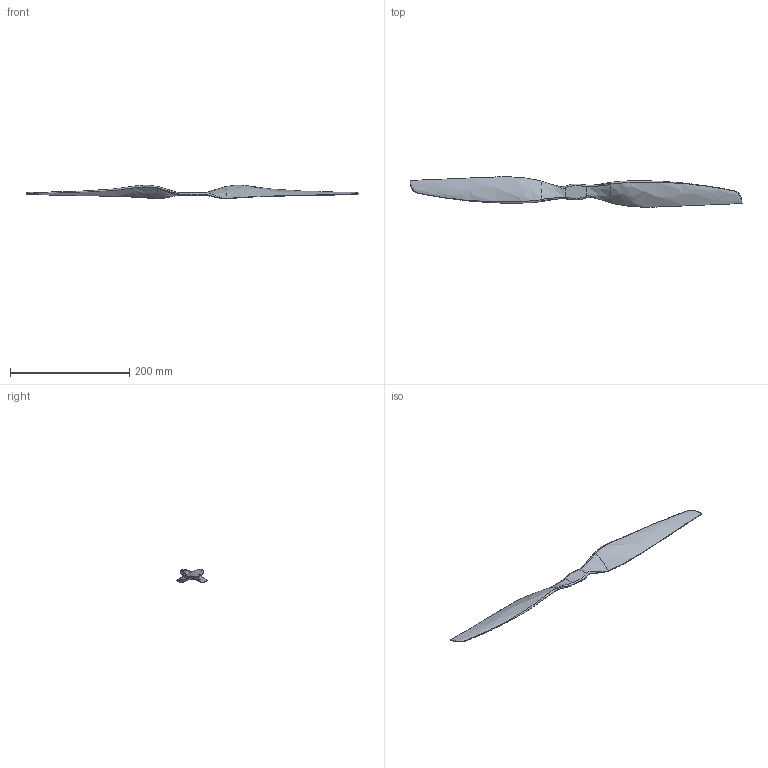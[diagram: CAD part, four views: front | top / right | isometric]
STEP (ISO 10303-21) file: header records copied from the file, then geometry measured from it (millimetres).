
FILE_DESCRIPTION(/* description */ (''),/* implementation_level */ '2;1');
FILE_NAME(/* name */ 'PROPEL~1',/* time_stamp */ '2022-01-26T11:31:00+01:00',/* author */ (''),/* organization */ (''),/* preprocessor_version */ 'ST-DEVELOPER v16.5',/* originating_system */ '',/* authorisation */ '');
FILE_SCHEMA (('AUTOMOTIVE_DESIGN'));
Length unit declared in the file: millimetre
Products named in the file (1): Document
Bounding box: 557.51 x 50.8 x 22.72 mm (x, y, z)
Volume: 49333.5 mm3; surface area: 40763 mm2
Topology: 1 solids, 1 shells, 28 faces, 78 edges, 52 vertices
Faces by surface type: bspline 28
Entity records: 3443 total; most frequent: CARTESIAN_POINT 2942, ORIENTED_EDGE 156, EDGE_CURVE 78, B_SPLINE_CURVE_WITH_KNOTS 78, VERTEX_POINT 52, ADVANCED_FACE 28, FACE_OUTER_BOUND 28, EDGE_LOOP 28
